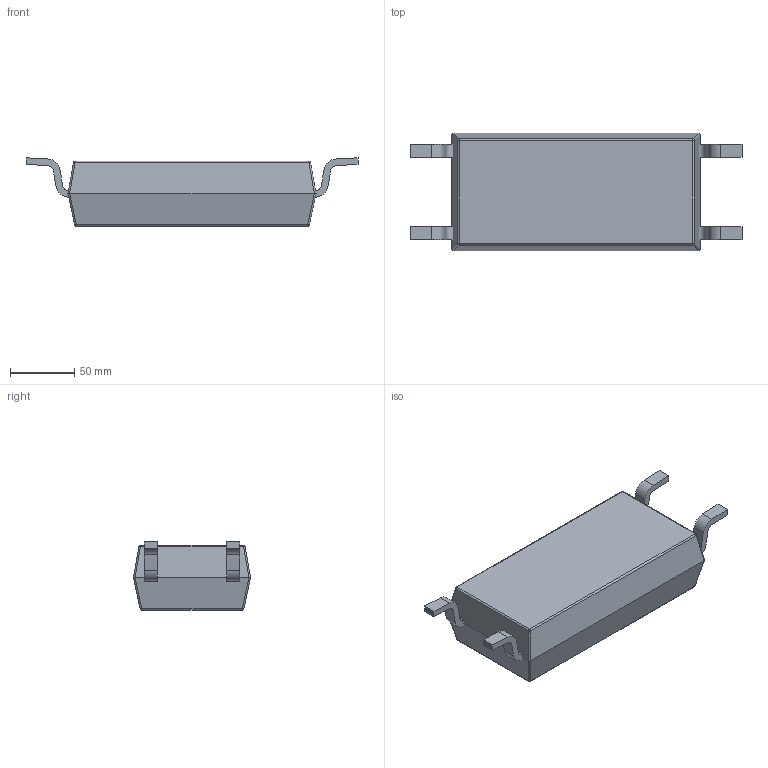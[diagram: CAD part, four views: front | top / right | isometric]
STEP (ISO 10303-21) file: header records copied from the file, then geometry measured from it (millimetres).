
FILE_DESCRIPTION((''),'2;1');
FILE_NAME('LSOP4_ASM','2023-06-27T',('Administrator'),(''),'PRO/ENGINEER BY PARAMETRIC TECHNOLOGY CORPORATION, 2014200','PRO/ENGINEER BY PARAMETRIC TECHNOLOGY CORPORATION, 2014200','');
FILE_SCHEMA(('CONFIG_CONTROL_DESIGN'));
Length unit declared in the file: inch
Products named in the file (3): LSOP4LT; LSOP4LJ; LSOP4_ASM
Assembly tree (2 placements, depth 2):
  LSOP4_ASM
    LSOP4LT
    LSOP4LJ
Bounding box: 259.08 x 91.44 x 53.36 mm (x, y, z)
Volume: 859370.8 mm3; surface area: 76136.8 mm2
Topology: 3 solids, 3 shells, 81 faces, 190 edges, 116 vertices
Faces by surface type: plane 39, cylinder 34, sphere 8
Entity records: 2396 total; most frequent: DIRECTION 418, CARTESIAN_POINT 416, ORIENTED_EDGE 380, EDGE_CURVE 190, AXIS2_PLACEMENT_3D 146, VECTOR 126, LINE 126, VERTEX_POINT 116
